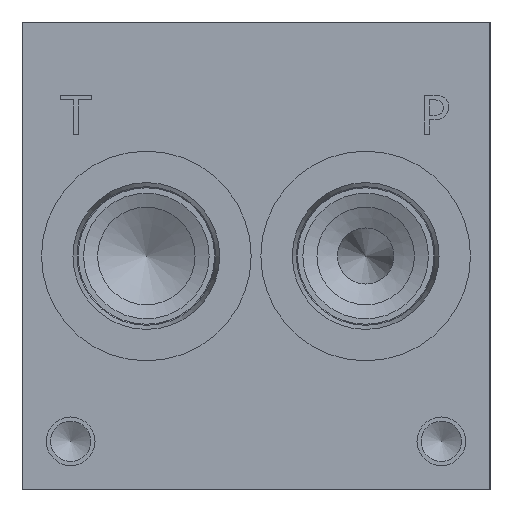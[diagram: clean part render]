
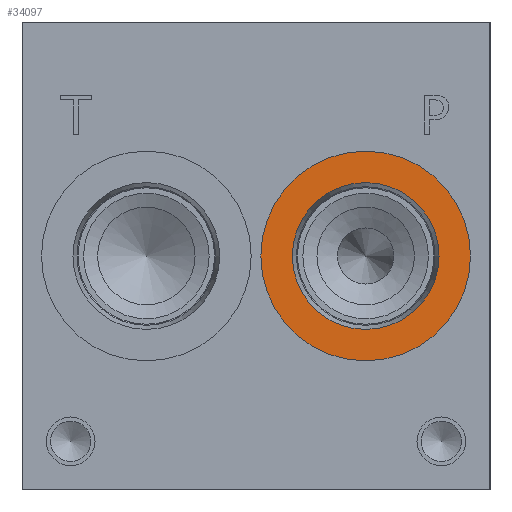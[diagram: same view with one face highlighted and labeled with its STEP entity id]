
A CAD part, left-side view. The second image highlights one B-rep face of the part: STEP entity #34097.
In plain terms, the highlighted planar face has unit normal (-1, 0, 0).
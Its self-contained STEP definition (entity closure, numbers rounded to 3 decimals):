
#2409=CIRCLE('',#36974,17.069);
#2410=CIRCLE('',#36975,17.069);
#2411=CIRCLE('',#36976,11.951);
#3380=FACE_BOUND('',#7381,.T.);
#5300=FACE_OUTER_BOUND('',#7380,.T.);
#7380=EDGE_LOOP('',(#30197,#30198));
#7381=EDGE_LOOP('',(#30199));
#16249=VERTEX_POINT('',#59700);
#16250=VERTEX_POINT('',#59701);
#16251=VERTEX_POINT('',#59704);
#21002=EDGE_CURVE('',#16249,#16250,#2409,.T.);
#21003=EDGE_CURVE('',#16250,#16249,#2410,.T.);
#21004=EDGE_CURVE('',#16251,#16251,#2411,.T.);
#30197=ORIENTED_EDGE('',*,*,#21002,.T.);
#30198=ORIENTED_EDGE('',*,*,#21003,.T.);
#30199=ORIENTED_EDGE('',*,*,#21004,.F.);
#31360=PLANE('',#36973);
#34097=ADVANCED_FACE('',(#5300,#3380),#31360,.T.);
#36973=AXIS2_PLACEMENT_3D('',#59699,#45363,#45364);
#36974=AXIS2_PLACEMENT_3D('',#59702,#45365,#45366);
#36975=AXIS2_PLACEMENT_3D('',#59703,#45367,#45368);
#36976=AXIS2_PLACEMENT_3D('',#59705,#45369,#45370);
#45363=DIRECTION('center_axis',(-1.,0.,0.));
#45364=DIRECTION('ref_axis',(0.,1.,0.));
#45365=DIRECTION('center_axis',(-1.,0.,0.));
#45366=DIRECTION('ref_axis',(0.,1.,0.));
#45367=DIRECTION('center_axis',(-1.,0.,0.));
#45368=DIRECTION('ref_axis',(0.,1.,0.));
#45369=DIRECTION('center_axis',(-1.,0.,0.));
#45370=DIRECTION('ref_axis',(0.,1.,0.));
#59699=CARTESIAN_POINT('Origin',(0.787,20.244,38.1));
#59700=CARTESIAN_POINT('',(0.787,37.313,38.1));
#59701=CARTESIAN_POINT('',(0.787,3.175,38.1));
#59702=CARTESIAN_POINT('Origin',(0.787,20.244,38.1));
#59703=CARTESIAN_POINT('Origin',(0.787,20.244,38.1));
#59704=CARTESIAN_POINT('',(0.787,8.293,38.1));
#59705=CARTESIAN_POINT('Origin',(0.787,20.244,38.1));
